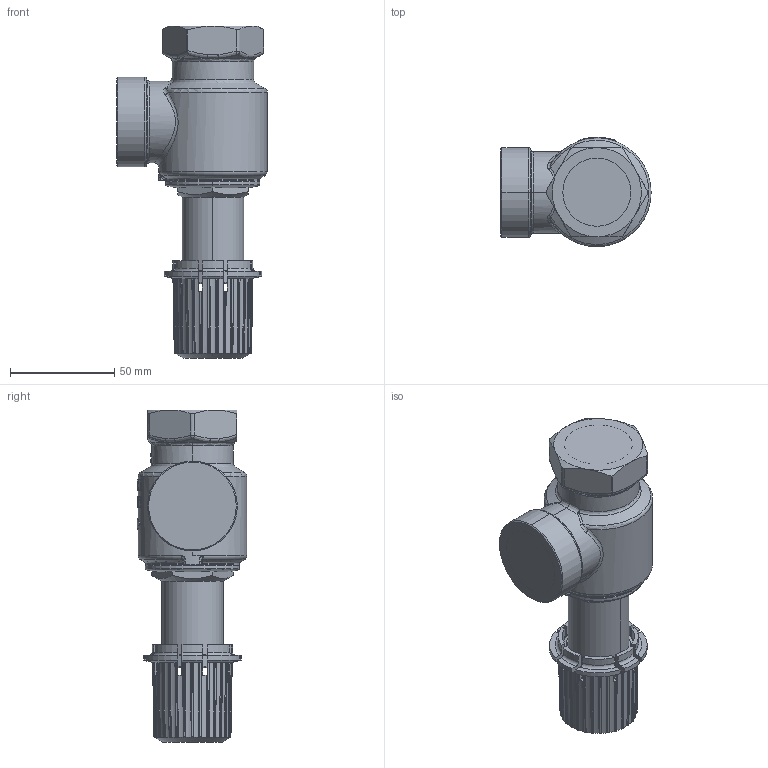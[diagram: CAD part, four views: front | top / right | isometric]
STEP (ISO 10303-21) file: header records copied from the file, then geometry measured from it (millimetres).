
FILE_DESCRIPTION((''),'2;1');
FILE_NAME('003L6012-BIM_SW0001','2022-11-29T11:41:35',('F09560'),(''),'CREO PARAMETRIC BY PTC INC, 2020342','CREO PARAMETRIC BY PTC INC, 2020342','');
FILE_SCHEMA(('AUTOMOTIVE_DESIGN { 1 0 10303 214 1 1 1 1 }'));
Products named in the file (1): 003L6012-BIM_SW0001
Bounding box: 72 x 52.39 x 159 mm (x, y, z)
Volume: 109446 mm3; surface area: 57761.5 mm2
Topology: 1 solids, 1 shells, 831 faces, 2306 edges, 1486 vertices
Faces by surface type: cylinder 233, plane 206, bspline 179, cone 103, extrusion 72, torus 30, sphere 8
Entity records: 43308 total; most frequent: CARTESIAN_POINT 20246, ORIENTED_EDGE 4612, DIRECTION 3023, EDGE_CURVE 2306, VERTEX_POINT 1486, B_SPLINE_CURVE_WITH_KNOTS 1141, AXIS2_PLACEMENT_3D 1120, EDGE_LOOP 860
